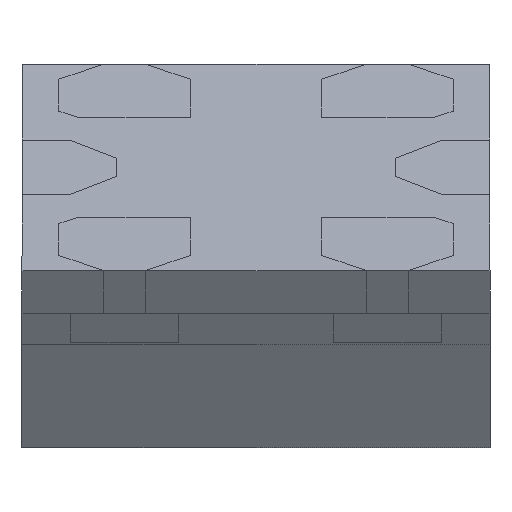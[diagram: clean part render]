
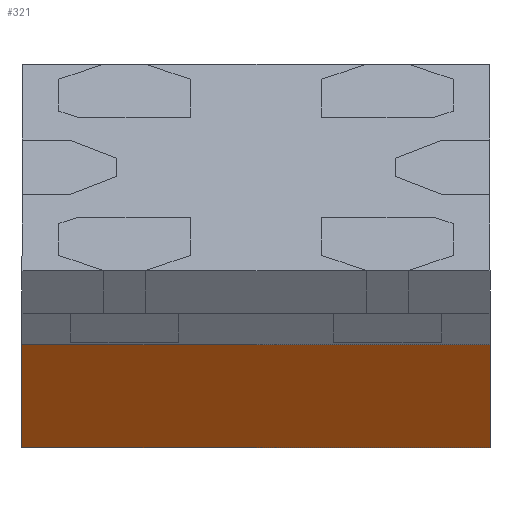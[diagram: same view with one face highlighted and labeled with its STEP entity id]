
A CAD part, isometric view. The second image highlights one B-rep face of the part: STEP entity #321.
In plain terms, the highlighted planar face has unit normal (-0.707, -0.707, 0).
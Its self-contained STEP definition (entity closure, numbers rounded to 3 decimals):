
#321=ADVANCED_FACE('',(#736),#737,.F.);
#736=FACE_OUTER_BOUND('',#1326,.T.);
#737=PLANE('',#1327);
#1326=EDGE_LOOP('',(#1863,#1864,#1865,#1866));
#1327=AXIS2_PLACEMENT_3D('',#1867,#1868,#1869);
#1863=ORIENTED_EDGE('',*,*,#3351,.T.);
#1864=ORIENTED_EDGE('',*,*,#3345,.F.);
#1865=ORIENTED_EDGE('',*,*,#3355,.F.);
#1866=ORIENTED_EDGE('',*,*,#3340,.F.);
#1867=CARTESIAN_POINT('',(0.127,-0.664,-0.26));
#1868=DIRECTION('',(0.707,0.707,-0.0));
#1869=DIRECTION('',(0.0,0.0,1.0));
#3340=EDGE_CURVE('',#3939,#3940,#3941,.T.);
#3345=EDGE_CURVE('',#3948,#3949,#3950,.T.);
#3351=EDGE_CURVE('',#3939,#3949,#3958,.T.);
#3355=EDGE_CURVE('',#3940,#3948,#3962,.T.);
#3939=VERTEX_POINT('',#4818);
#3940=VERTEX_POINT('',#4819);
#3941=LINE('',#4820,#4821);
#3948=VERTEX_POINT('',#4831);
#3949=VERTEX_POINT('',#4832);
#3950=LINE('',#4833,#4834);
#3958=LINE('',#4846,#4847);
#3962=LINE('',#4852,#4853);
#4818=CARTESIAN_POINT('',(-0.187,-0.349,-0.14));
#4819=CARTESIAN_POINT('',(0.442,-0.978,-0.14));
#4820=CARTESIAN_POINT('',(0.127,-0.664,-0.14));
#4821=VECTOR('',#6084,1.0);
#4831=CARTESIAN_POINT('',(0.442,-0.978,-0.38));
#4832=CARTESIAN_POINT('',(-0.187,-0.349,-0.38));
#4833=CARTESIAN_POINT('',(0.127,-0.664,-0.38));
#4834=VECTOR('',#6088,1.0);
#4846=CARTESIAN_POINT('',(-0.187,-0.349,-0.26));
#4847=VECTOR('',#6093,1.0);
#4852=CARTESIAN_POINT('',(0.442,-0.978,-0.26));
#4853=VECTOR('',#6095,1.0);
#6084=DIRECTION('',(0.707,-0.707,0.0));
#6088=DIRECTION('',(-0.707,0.707,0.0));
#6093=DIRECTION('',(0.0,-0.0,-1.0));
#6095=DIRECTION('',(0.0,-0.0,-1.0));
